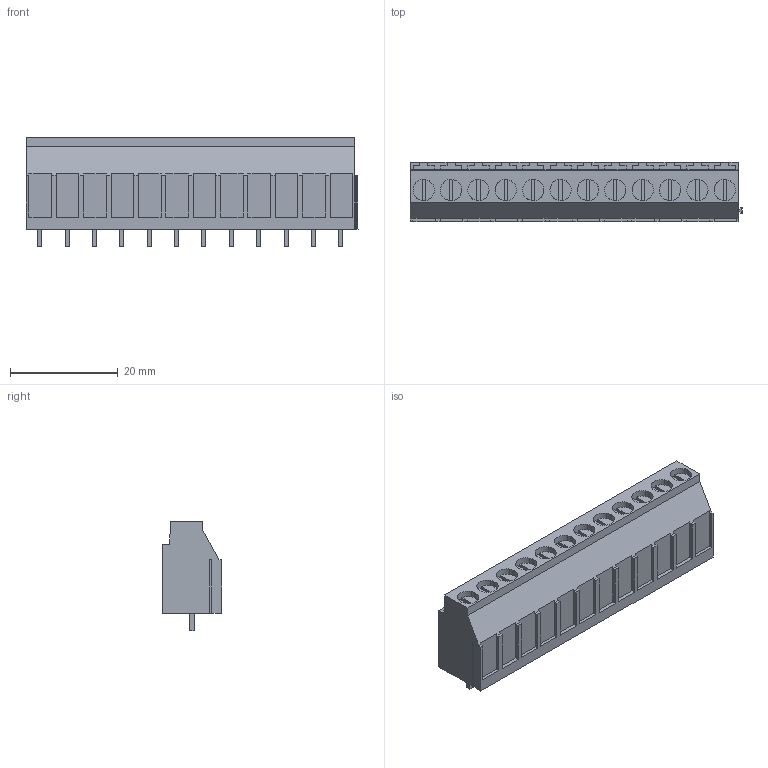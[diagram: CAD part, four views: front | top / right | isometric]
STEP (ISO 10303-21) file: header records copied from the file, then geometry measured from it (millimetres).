
FILE_DESCRIPTION(('CATIA V5 STEP Exchange','CAx-IF Rec.Pracs.--- Model Styling and Organization---1.4--- 2014-01-23'),'2;1');
FILE_NAME ('D1446296_0_1001930000_1001930000.stp','2019-02-28T09:08:26+00:00',('none'),('Weidmueller'),'CATIA Version 5-6 Release 2016 SP3 HF44','CATIA V5 STEP AP214','none');
FILE_SCHEMA(('AUTOMOTIVE_DESIGN { 1 0 10303 214 1 1 1 1 }'));
Length unit declared in the file: millimetre
Products named in the file (1): 1001930000
Bounding box: 61.61 x 11 x 20.3 mm (x, y, z)
Volume: 8857.4 mm3; surface area: 5207.2 mm2
Topology: 1 solids, 1 shells, 555 faces, 1491 edges, 986 vertices
Faces by surface type: plane 531, cylinder 24
Entity records: 16732 total; most frequent: CARTESIAN_POINT 3257, ORIENTED_EDGE 2982, DIRECTION 2147, EDGE_CURVE 1491, VECTOR 1395, LINE 1395, VERTEX_POINT 986, EDGE_LOOP 603
